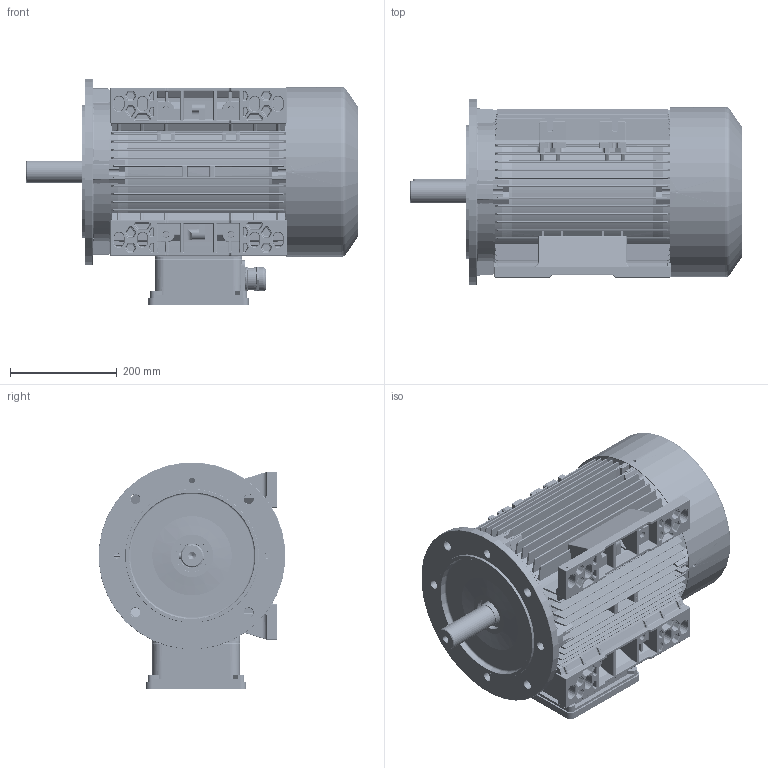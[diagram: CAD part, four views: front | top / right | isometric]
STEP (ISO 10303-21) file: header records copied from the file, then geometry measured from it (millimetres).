
FILE_DESCRIPTION (( 'STEP AP214' ), '1' );
FILE_NAME ('FCAP160ML-B3 B5-IC411-2-4-6-8 POLES-TB LEFT.STEP', '2024-09-26T09:06:29', ( '' ), ( '' ), 'SwSTEP 2.0', 'SolidWorks 2024', '' );
FILE_SCHEMA (( 'AUTOMOTIVE_DESIGN' ));
Length unit declared in the file: millimetre
Products named in the file (19): Scudo C160 alluminio; Radial Ball Bearing_68_SKF_SKF - 6309 - 10,DE,AC,10_68; pan head cross recess screw_iso_ISO 7045 - M3 x 20 - Z --- 20C; Tappo M40; Targhetta motore_LAMIERA ALLUMINIO; chiodino targhetta d.3.2x6; Flangia FC160 B5; FCAP160ML-B3 B5-IC411-2-4-6-8 POLES-TB LEFT; Piede 160ML; PRESSACAVO M40; Carcassa 160L-180MT_LT-B3-B5; Copriventola 160; Gruppo Coprimorsettiera 160; Albero C160ML - 4 poli - Autov.; parallel_din_Parallel key A12 x 8 x 100 DIN 6885; Guarnizione scatola-coperchio 160-200T; Coperchio scatola morsetti 160-200T; Scatola morsetti 160-200T; Guarnizione carcassa-scatola 160-200T
Assembly tree (20 placements, depth 3):
  FCAP160ML-B3 B5-IC411-2-4-6-8 POLES-TB LEFT
    Albero C160ML - 4 poli - Autov.
    Flangia FC160 B5
    Radial Ball Bearing_68_SKF_SKF - 6309 - 10,DE,AC,10_68  x2
    Piede 160ML  x2
    Targhetta motore_LAMIERA ALLUMINIO
    Copriventola 160
    parallel_din_Parallel key A12 x 8 x 100 DIN 6885
    chiodino targhetta d.3.2x6
    pan head cross recess screw_iso_ISO 7045 - M3 x 20 - Z --- 20C
    Scudo C160 alluminio
    Carcassa 160L-180MT_LT-B3-B5
    Gruppo Coprimorsettiera 160
      Guarnizione carcassa-scatola 160-200T
      Scatola morsetti 160-200T
      Guarnizione scatola-coperchio 160-200T
      Tappo M40
      PRESSACAVO M40
      Coperchio scatola morsetti 160-200T
Bounding box: 621.65 x 348.67 x 424.33 mm (x, y, z)
Volume: 8775865.6 mm3; surface area: 2987829.8 mm2
Topology: 19 solids, 20 shells, 7880 faces, 21127 edges, 13264 vertices
Faces by surface type: plane 3524, cylinder 1868, cone 1010, torus 913, bspline 289, sphere 276
Entity records: 238754 total; most frequent: CARTESIAN_POINT 67718, ORIENTED_EDGE 37004, DIRECTION 33717, EDGE_CURVE 18502, VERTEX_POINT 11739, AXIS2_PLACEMENT_3D 11570, LINE 10577, VECTOR 10577
